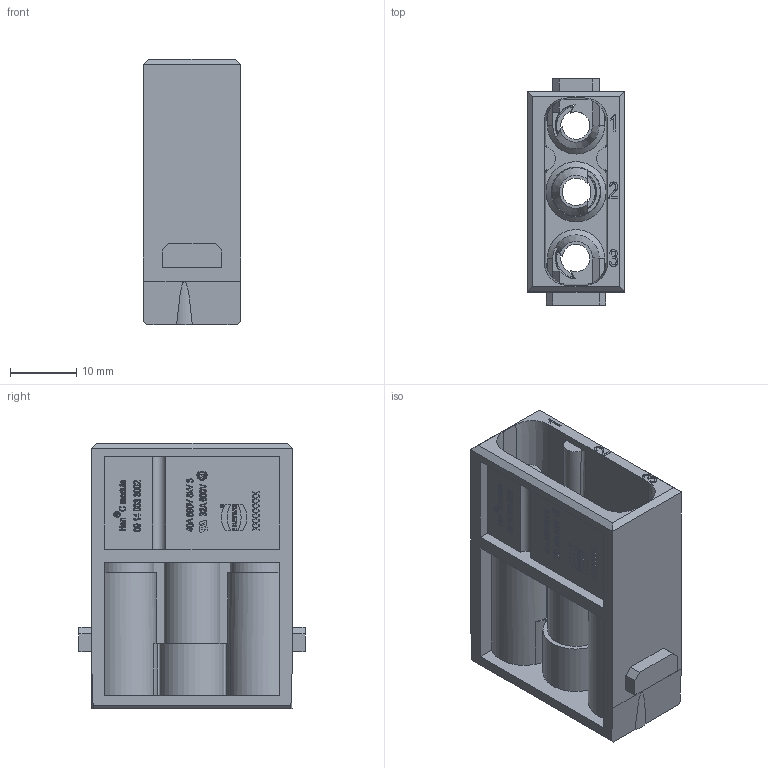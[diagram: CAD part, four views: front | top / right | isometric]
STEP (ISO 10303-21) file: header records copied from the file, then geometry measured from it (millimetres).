
FILE_DESCRIPTION(/* description */ (''),/* implementation_level */ '2;1');
FILE_NAME(/* name */ '100543528ugm000_a.stp',/* time_stamp */ '2013-07-08T16:57:35+02:00',/* author */ (''),/* organization */ (''),/* preprocessor_version */ 'ST-DEVELOPER v15',/* originating_system */ 'SIEMENS PLM Software NX 8.5',/* authorisation */ '');
FILE_SCHEMA (('AUTOMOTIVE_DESIGN { 1 0 10303 214 3 1 1 1 }'));
Length unit declared in the file: millimetre
Products named in the file (1): 100543528ugm000_a
Bounding box: 14.65 x 34.2 x 40.1 mm (x, y, z)
Volume: 6969.5 mm3; surface area: 8982.6 mm2
Topology: 1 solids, 1 shells, 889 faces, 2332 edges, 1556 vertices
Faces by surface type: plane 596, extrusion 199, cylinder 52, cone 29, bspline 13
Full cylindrical faces by diameter (mm): 0.44 x1, 0.52 x1, 6.3 x3
Entity records: 33329 total; most frequent: CARTESIAN_POINT 12578, ORIENTED_EDGE 4640, DIRECTION 3051, EDGE_CURVE 2320, VERTEX_POINT 1553, VECTOR 1311, B_SPLINE_CURVE_WITH_KNOTS 1199, LINE 1112
